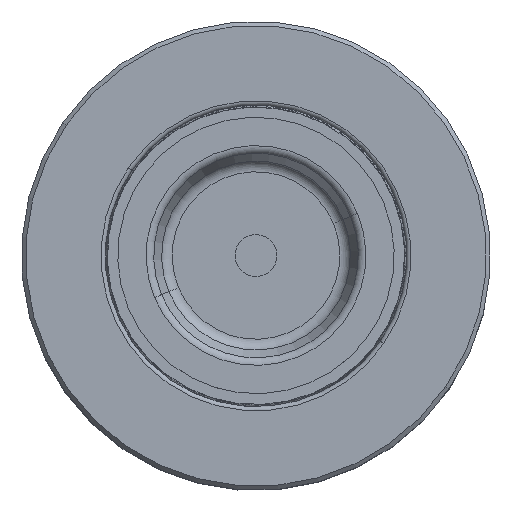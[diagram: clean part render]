
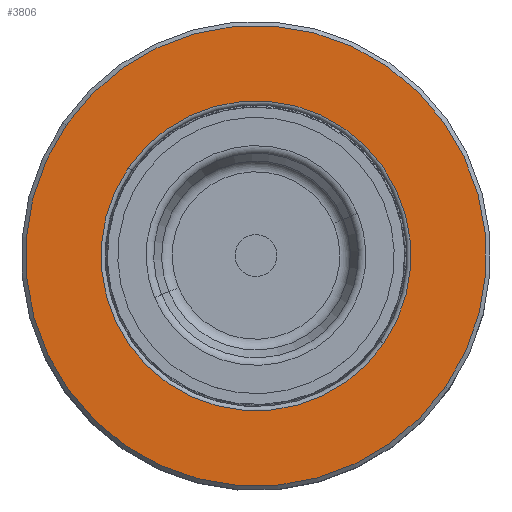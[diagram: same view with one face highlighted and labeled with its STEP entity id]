
A CAD part, top view. The second image highlights one B-rep face of the part: STEP entity #3806.
In plain terms, the highlighted face is planar.
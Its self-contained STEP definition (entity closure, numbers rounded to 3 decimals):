
#161 = DIRECTION ( 'NONE',  ( 0., 0., -1. ) ) ;
#739 = PLANE ( 'NONE',  #32308 ) ;
#1952 = FACE_BOUND ( 'NONE', #7207, .T. ) ;
#2020 = AXIS2_PLACEMENT_3D ( 'NONE', #5758, #9486, #39239 ) ;
#2157 = CIRCLE ( 'NONE', #47093, 18.5 ) ;
#3806 = ADVANCED_FACE ( 'NONE', ( #1952, #47353 ), #739, .T. ) ;
#4218 = CARTESIAN_POINT ( 'NONE',  ( 0., 18.687, 27.5 ) ) ;
#5611 = CARTESIAN_POINT ( 'NONE',  ( 0., 18.687, 0. ) ) ;
#5758 = CARTESIAN_POINT ( 'NONE',  ( 0., 18.687, 0. ) ) ;
#6073 = ORIENTED_EDGE ( 'NONE', *, *, #46643, .T. ) ;
#6383 = VERTEX_POINT ( 'NONE', #42311 ) ;
#7207 = EDGE_LOOP ( 'NONE', ( #25824, #6073 ) ) ;
#9486 = DIRECTION ( 'NONE',  ( 0., -1., 0. ) ) ;
#9973 = CIRCLE ( 'NONE', #2020, 18.5 ) ;
#14477 = DIRECTION ( 'NONE',  ( 0., 0., 1. ) ) ;
#16773 = ORIENTED_EDGE ( 'NONE', *, *, #46438, .F. ) ;
#17020 = EDGE_CURVE ( 'NONE', #6383, #45394, #2157, .T. ) ;
#17774 = ORIENTED_EDGE ( 'NONE', *, *, #35472, .F. ) ;
#18971 = CARTESIAN_POINT ( 'NONE',  ( 0., 18.687, 0. ) ) ;
#20884 = CARTESIAN_POINT ( 'NONE',  ( 0., 18.687, 18.5 ) ) ;
#21334 = AXIS2_PLACEMENT_3D ( 'NONE', #33524, #33041, #161 ) ;
#25790 = DIRECTION ( 'NONE',  ( 0., -1., 0. ) ) ;
#25824 = ORIENTED_EDGE ( 'NONE', *, *, #17020, .T. ) ;
#29776 = CIRCLE ( 'NONE', #21334, 27.5 ) ;
#30055 = CIRCLE ( 'NONE', #44553, 27.5 ) ;
#30892 = VERTEX_POINT ( 'NONE', #4218 ) ;
#31793 = DIRECTION ( 'NONE',  ( 0., -1., 0. ) ) ;
#32195 = CARTESIAN_POINT ( 'NONE',  ( 0., 18.687, -27.5 ) ) ;
#32308 = AXIS2_PLACEMENT_3D ( 'NONE', #41154, #42279, #14477 ) ;
#33041 = DIRECTION ( 'NONE',  ( 0., -1., 0. ) ) ;
#33524 = CARTESIAN_POINT ( 'NONE',  ( 0., 18.687, 0. ) ) ;
#34911 = DIRECTION ( 'NONE',  ( 0., 0., -1. ) ) ;
#35472 = EDGE_CURVE ( 'NONE', #42828, #30892, #30055, .T. ) ;
#39239 = DIRECTION ( 'NONE',  ( 0., 0., -1. ) ) ;
#41057 = DIRECTION ( 'NONE',  ( 0., 0., -1. ) ) ;
#41154 = CARTESIAN_POINT ( 'NONE',  ( 27.5, 18.687, 0. ) ) ;
#42224 = EDGE_LOOP ( 'NONE', ( #17774, #16773 ) ) ;
#42279 = DIRECTION ( 'NONE',  ( 0., 1., 0. ) ) ;
#42311 = CARTESIAN_POINT ( 'NONE',  ( 0., 18.687, -18.5 ) ) ;
#42828 = VERTEX_POINT ( 'NONE', #32195 ) ;
#44553 = AXIS2_PLACEMENT_3D ( 'NONE', #18971, #25790, #41057 ) ;
#45394 = VERTEX_POINT ( 'NONE', #20884 ) ;
#46438 = EDGE_CURVE ( 'NONE', #30892, #42828, #29776, .T. ) ;
#46643 = EDGE_CURVE ( 'NONE', #45394, #6383, #9973, .T. ) ;
#47093 = AXIS2_PLACEMENT_3D ( 'NONE', #5611, #31793, #34911 ) ;
#47353 = FACE_OUTER_BOUND ( 'NONE', #42224, .T. ) ;
